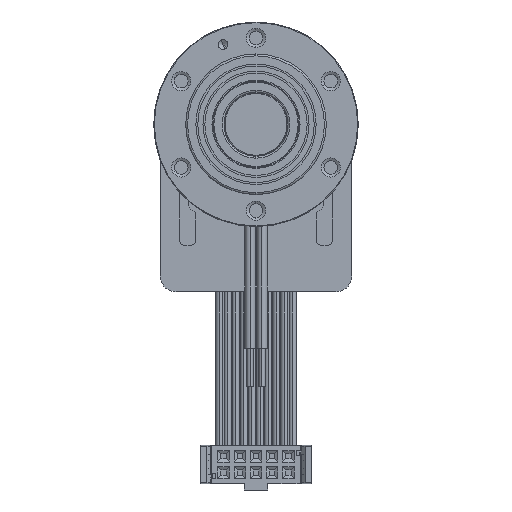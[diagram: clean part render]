
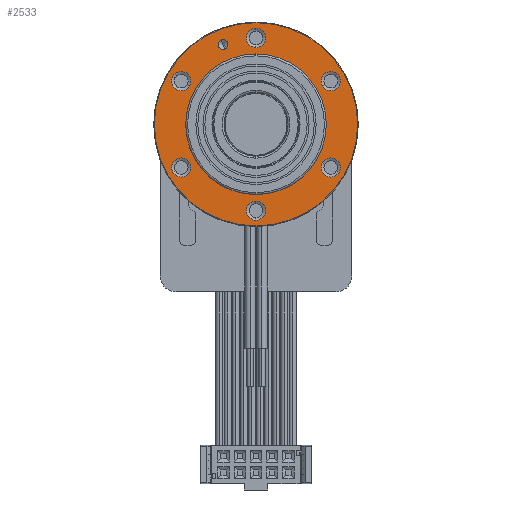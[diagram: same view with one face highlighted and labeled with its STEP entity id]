
A CAD part, left-side view. The second image highlights one B-rep face of the part: STEP entity #2533.
In plain terms, the highlighted planar face has unit normal (-1, 0, 0).
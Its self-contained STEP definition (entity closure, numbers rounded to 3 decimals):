
#2533=ADVANCED_FACE('',(#6285,#6286,#6287,#6288,#6289,#6290,#6291,#6292,#6293),#6294,.T.);
#6285=FACE_BOUND('',#11404,.T.);
#6286=FACE_BOUND('',#11405,.T.);
#6287=FACE_BOUND('',#11406,.T.);
#6288=FACE_BOUND('',#11407,.T.);
#6289=FACE_BOUND('',#11408,.T.);
#6290=FACE_BOUND('',#11409,.T.);
#6291=FACE_BOUND('',#11410,.T.);
#6292=FACE_OUTER_BOUND('',#11411,.T.);
#6293=FACE_BOUND('',#11412,.T.);
#6294=PLANE('',#11413);
#11404=EDGE_LOOP('',(#18033,#18034));
#11405=EDGE_LOOP('',(#18035,#18036));
#11406=EDGE_LOOP('',(#18037,#18038));
#11407=EDGE_LOOP('',(#18039,#18040));
#11408=EDGE_LOOP('',(#18041,#18042));
#11409=EDGE_LOOP('',(#18043,#18044));
#11410=EDGE_LOOP('',(#18045,#18046));
#11411=EDGE_LOOP('',(#18047,#18048));
#11412=EDGE_LOOP('',(#18049,#18050));
#11413=AXIS2_PLACEMENT_3D('',#18051,#18052,#18053);
#18033=ORIENTED_EDGE('',*,*,#31693,.T.);
#18034=ORIENTED_EDGE('',*,*,#31781,.T.);
#18035=ORIENTED_EDGE('',*,*,#31628,.T.);
#18036=ORIENTED_EDGE('',*,*,#31815,.T.);
#18037=ORIENTED_EDGE('',*,*,#31563,.T.);
#18038=ORIENTED_EDGE('',*,*,#31849,.T.);
#18039=ORIENTED_EDGE('',*,*,#31498,.T.);
#18040=ORIENTED_EDGE('',*,*,#31883,.T.);
#18041=ORIENTED_EDGE('',*,*,#31433,.T.);
#18042=ORIENTED_EDGE('',*,*,#31917,.T.);
#18043=ORIENTED_EDGE('',*,*,#31368,.T.);
#18044=ORIENTED_EDGE('',*,*,#31951,.T.);
#18045=ORIENTED_EDGE('',*,*,#31359,.T.);
#18046=ORIENTED_EDGE('',*,*,#31955,.T.);
#18047=ORIENTED_EDGE('',*,*,#31345,.T.);
#18048=ORIENTED_EDGE('',*,*,#31958,.T.);
#18049=ORIENTED_EDGE('',*,*,#31959,.F.);
#18050=ORIENTED_EDGE('',*,*,#31336,.F.);
#18051=CARTESIAN_POINT('',(0.0,0.0,13.5));
#18052=DIRECTION('',(-1.0,0.0,0.0));
#18053=DIRECTION('',(0.0,0.0,1.0));
#31336=EDGE_CURVE('',#37415,#37411,#37417,.T.);
#31345=EDGE_CURVE('',#37428,#37430,#37432,.T.);
#31359=EDGE_CURVE('',#37448,#37451,#37453,.T.);
#31368=EDGE_CURVE('',#37464,#37466,#37468,.T.);
#31433=EDGE_CURVE('',#37563,#37565,#37567,.T.);
#31498=EDGE_CURVE('',#37662,#37664,#37666,.T.);
#31563=EDGE_CURVE('',#37761,#37763,#37765,.T.);
#31628=EDGE_CURVE('',#37860,#37862,#37864,.T.);
#31693=EDGE_CURVE('',#37959,#37961,#37963,.T.);
#31781=EDGE_CURVE('',#37961,#37959,#38079,.T.);
#31815=EDGE_CURVE('',#37862,#37860,#38113,.T.);
#31849=EDGE_CURVE('',#37763,#37761,#38147,.T.);
#31883=EDGE_CURVE('',#37664,#37662,#38181,.T.);
#31917=EDGE_CURVE('',#37565,#37563,#38215,.T.);
#31951=EDGE_CURVE('',#37466,#37464,#38249,.T.);
#31955=EDGE_CURVE('',#37451,#37448,#38253,.T.);
#31958=EDGE_CURVE('',#37430,#37428,#38256,.T.);
#31959=EDGE_CURVE('',#37411,#37415,#38257,.T.);
#37411=VERTEX_POINT('',#46234);
#37415=VERTEX_POINT('',#46239);
#37417=CIRCLE('',#46242,11.0);
#37428=VERTEX_POINT('',#46255);
#37430=VERTEX_POINT('',#46258);
#37432=CIRCLE('',#46261,15.9);
#37448=VERTEX_POINT('',#46281);
#37451=VERTEX_POINT('',#46285);
#37453=CIRCLE('',#46288,0.75);
#37464=VERTEX_POINT('',#46301);
#37466=VERTEX_POINT('',#46304);
#37468=CIRCLE('',#46307,1.5);
#37563=VERTEX_POINT('',#46432);
#37565=VERTEX_POINT('',#46435);
#37567=CIRCLE('',#46438,1.5);
#37662=VERTEX_POINT('',#46563);
#37664=VERTEX_POINT('',#46566);
#37666=CIRCLE('',#46569,1.5);
#37761=VERTEX_POINT('',#46694);
#37763=VERTEX_POINT('',#46697);
#37765=CIRCLE('',#46700,1.5);
#37860=VERTEX_POINT('',#46825);
#37862=VERTEX_POINT('',#46828);
#37864=CIRCLE('',#46831,1.5);
#37959=VERTEX_POINT('',#46956);
#37961=VERTEX_POINT('',#46959);
#37963=CIRCLE('',#46962,1.5);
#38079=CIRCLE('',#47106,1.5);
#38113=CIRCLE('',#47140,1.5);
#38147=CIRCLE('',#47174,1.5);
#38181=CIRCLE('',#47208,1.5);
#38215=CIRCLE('',#47242,1.5);
#38249=CIRCLE('',#47276,1.5);
#38253=CIRCLE('',#47280,0.75);
#38256=CIRCLE('',#47283,15.9);
#38257=CIRCLE('',#47284,11.0);
#46234=CARTESIAN_POINT('',(0.0,0.0,11.0));
#46239=CARTESIAN_POINT('',(0.0,0.,-11.0));
#46242=AXIS2_PLACEMENT_3D('',#58797,#58798,#58799);
#46255=CARTESIAN_POINT('',(0.0,0.0,15.9));
#46258=CARTESIAN_POINT('',(0.0,0.,-15.9));
#46261=AXIS2_PLACEMENT_3D('',#58810,#58811,#58812);
#46281=CARTESIAN_POINT('',(0.0,5.453,13.165));
#46285=CARTESIAN_POINT('',(0.0,4.879,11.779));
#46288=AXIS2_PLACEMENT_3D('',#58831,#58832,#58833);
#46301=CARTESIAN_POINT('',(0.,12.99,-7.5));
#46304=CARTESIAN_POINT('',(0.,10.392,-6.));
#46307=AXIS2_PLACEMENT_3D('',#58844,#58845,#58846);
#46432=CARTESIAN_POINT('',(0.,-12.99,-7.5));
#46435=CARTESIAN_POINT('',(0.,-10.392,-6.));
#46438=AXIS2_PLACEMENT_3D('',#58927,#58928,#58929);
#46563=CARTESIAN_POINT('',(0.0,0.0,15.0));
#46566=CARTESIAN_POINT('',(0.0,0.,12.0));
#46569=AXIS2_PLACEMENT_3D('',#59010,#59011,#59012);
#46694=CARTESIAN_POINT('',(0.,-12.99,7.5));
#46697=CARTESIAN_POINT('',(0.,-10.392,6.));
#46700=AXIS2_PLACEMENT_3D('',#59093,#59094,#59095);
#46825=CARTESIAN_POINT('',(0.0,0.0,-15.0));
#46828=CARTESIAN_POINT('',(0.0,0.,-12.0));
#46831=AXIS2_PLACEMENT_3D('',#59176,#59177,#59178);
#46956=CARTESIAN_POINT('',(0.,12.99,7.5));
#46959=CARTESIAN_POINT('',(0.,10.392,6.));
#46962=AXIS2_PLACEMENT_3D('',#59259,#59260,#59261);
#47106=AXIS2_PLACEMENT_3D('',#59377,#59378,#59379);
#47140=AXIS2_PLACEMENT_3D('',#59428,#59429,#59430);
#47174=AXIS2_PLACEMENT_3D('',#59479,#59480,#59481);
#47208=AXIS2_PLACEMENT_3D('',#59530,#59531,#59532);
#47242=AXIS2_PLACEMENT_3D('',#59581,#59582,#59583);
#47276=AXIS2_PLACEMENT_3D('',#59632,#59633,#59634);
#47280=AXIS2_PLACEMENT_3D('',#59638,#59639,#59640);
#47283=AXIS2_PLACEMENT_3D('',#59641,#59642,#59643);
#47284=AXIS2_PLACEMENT_3D('',#59644,#59645,#59646);
#58797=CARTESIAN_POINT('',(0.0,0.0,0.0));
#58798=DIRECTION('',(-1.0,0.0,0.0));
#58799=DIRECTION('',(0.0,0.0,1.0));
#58810=CARTESIAN_POINT('',(0.0,0.0,0.0));
#58811=DIRECTION('',(-1.0,0.0,0.0));
#58812=DIRECTION('',(0.0,0.0,1.0));
#58831=CARTESIAN_POINT('',(0.0,5.166,12.472));
#58832=DIRECTION('',(1.0,0.0,-0.0));
#58833=DIRECTION('',(0.0,0.383,0.924));
#58844=CARTESIAN_POINT('',(0.,11.691,-6.75));
#58845=DIRECTION('',(1.0,-0.0,0.0));
#58846=DIRECTION('',(0.0,0.866,-0.5));
#58927=CARTESIAN_POINT('',(0.,-11.691,-6.75));
#58928=DIRECTION('',(1.0,0.0,0.0));
#58929=DIRECTION('',(0.0,-0.866,-0.5));
#59010=CARTESIAN_POINT('',(0.0,0.0,13.5));
#59011=DIRECTION('',(1.0,0.0,-0.0));
#59012=DIRECTION('',(0.0,0.0,1.0));
#59093=CARTESIAN_POINT('',(0.,-11.691,6.75));
#59094=DIRECTION('',(1.0,0.0,-0.0));
#59095=DIRECTION('',(0.0,-0.866,0.5));
#59176=CARTESIAN_POINT('',(0.0,0.0,-13.5));
#59177=DIRECTION('',(1.0,-0.0,0.0));
#59178=DIRECTION('',(0.0,0.0,-1.0));
#59259=CARTESIAN_POINT('',(0.,11.691,6.75));
#59260=DIRECTION('',(1.0,0.0,-0.0));
#59261=DIRECTION('',(0.0,0.866,0.5));
#59377=CARTESIAN_POINT('',(0.,11.691,6.75));
#59378=DIRECTION('',(1.0,0.0,-0.0));
#59379=DIRECTION('',(0.0,0.866,0.5));
#59428=CARTESIAN_POINT('',(0.0,0.0,-13.5));
#59429=DIRECTION('',(1.0,-0.0,0.0));
#59430=DIRECTION('',(0.0,0.0,-1.0));
#59479=CARTESIAN_POINT('',(0.,-11.691,6.75));
#59480=DIRECTION('',(1.0,0.0,-0.0));
#59481=DIRECTION('',(0.0,-0.866,0.5));
#59530=CARTESIAN_POINT('',(0.0,0.0,13.5));
#59531=DIRECTION('',(1.0,0.0,-0.0));
#59532=DIRECTION('',(0.0,0.0,1.0));
#59581=CARTESIAN_POINT('',(0.,-11.691,-6.75));
#59582=DIRECTION('',(1.0,0.0,0.0));
#59583=DIRECTION('',(0.0,-0.866,-0.5));
#59632=CARTESIAN_POINT('',(0.,11.691,-6.75));
#59633=DIRECTION('',(1.0,-0.0,0.0));
#59634=DIRECTION('',(0.0,0.866,-0.5));
#59638=CARTESIAN_POINT('',(0.0,5.166,12.472));
#59639=DIRECTION('',(1.0,0.0,-0.0));
#59640=DIRECTION('',(0.0,0.383,0.924));
#59641=CARTESIAN_POINT('',(0.0,0.0,0.0));
#59642=DIRECTION('',(-1.0,0.0,0.0));
#59643=DIRECTION('',(0.0,0.0,1.0));
#59644=CARTESIAN_POINT('',(0.0,0.0,0.0));
#59645=DIRECTION('',(-1.0,0.0,0.0));
#59646=DIRECTION('',(0.0,0.0,1.0));
